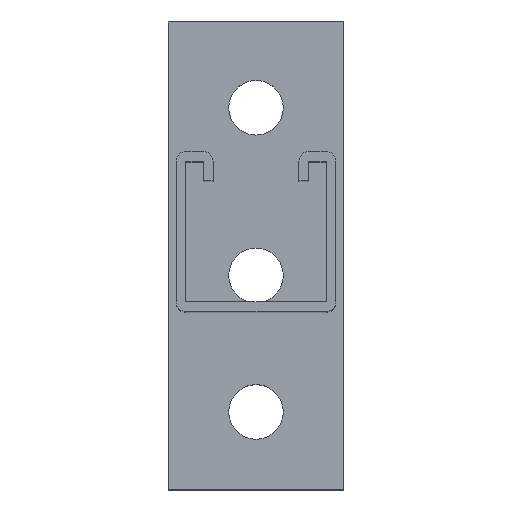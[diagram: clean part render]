
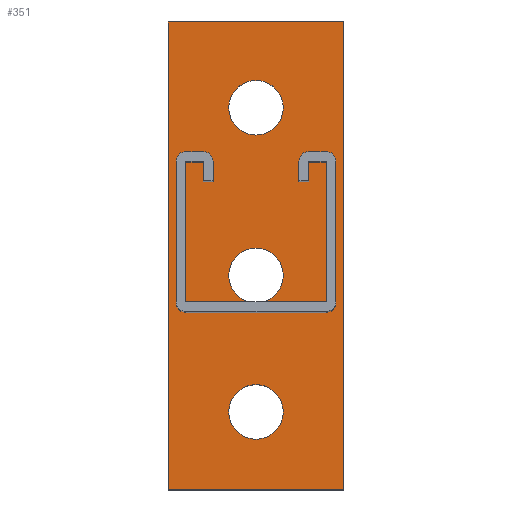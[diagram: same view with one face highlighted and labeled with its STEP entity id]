
A CAD part, top view. The second image highlights one B-rep face of the part: STEP entity #351.
In plain terms, the highlighted planar face has unit normal (0, 0, 1).
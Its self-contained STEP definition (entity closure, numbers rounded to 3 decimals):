
#1 = ORIENTED_EDGE ( 'NONE', *, *, #991, .F. ) ;
#30 = VERTEX_POINT ( 'NONE', #200 ) ;
#31 = AXIS2_PLACEMENT_3D ( 'NONE', #682, #180, #575 ) ;
#32 = CIRCLE ( 'NONE', #1043, 7. ) ;
#52 = CARTESIAN_POINT ( 'NONE',  ( 22.5, -100., 8. ) ) ;
#71 = FACE_OUTER_BOUND ( 'NONE', #594, .T. ) ;
#82 = CARTESIAN_POINT ( 'NONE',  ( 45., -120., 8. ) ) ;
#85 = VERTEX_POINT ( 'NONE', #423 ) ;
#98 = EDGE_CURVE ( 'NONE', #536, #85, #369, .T. ) ;
#139 = EDGE_CURVE ( 'NONE', #538, #413, #675, .T. ) ;
#145 = AXIS2_PLACEMENT_3D ( 'NONE', #52, #441, #241 ) ;
#151 = CARTESIAN_POINT ( 'NONE',  ( 22.5, -65., 8. ) ) ;
#180 = DIRECTION ( 'NONE',  ( 0., 0., 1. ) ) ;
#195 = CARTESIAN_POINT ( 'NONE',  ( 45., 0., 8. ) ) ;
#200 = CARTESIAN_POINT ( 'NONE',  ( 15.5, -100., 8. ) ) ;
#222 = DIRECTION ( 'NONE',  ( 1., 0., 0. ) ) ;
#230 = CARTESIAN_POINT ( 'NONE',  ( 22.5, -100., 8. ) ) ;
#236 = PLANE ( 'NONE',  #1215 ) ;
#241 = DIRECTION ( 'NONE',  ( 1., 0., 0. ) ) ;
#242 = CIRCLE ( 'NONE', #956, 7. ) ;
#245 = DIRECTION ( 'NONE',  ( 1., 0., 0. ) ) ;
#252 = ORIENTED_EDGE ( 'NONE', *, *, #782, .F. ) ;
#254 = DIRECTION ( 'NONE',  ( -1., 0., 0. ) ) ;
#260 = FACE_BOUND ( 'NONE', #693, .T. ) ;
#305 = VECTOR ( 'NONE', #831, 1000. ) ;
#307 = EDGE_CURVE ( 'NONE', #760, #30, #32, .T. ) ;
#320 = VERTEX_POINT ( 'NONE', #889 ) ;
#328 = EDGE_LOOP ( 'NONE', ( #252, #334 ) ) ;
#334 = ORIENTED_EDGE ( 'NONE', *, *, #98, .F. ) ;
#348 = AXIS2_PLACEMENT_3D ( 'NONE', #1115, #1122, #535 ) ;
#351 = ADVANCED_FACE ( 'NONE', ( #260, #549, #819, #71 ), #236, .T. ) ;
#356 = LINE ( 'NONE', #718, #998 ) ;
#368 = EDGE_CURVE ( 'NONE', #883, #320, #574, .T. ) ;
#369 = CIRCLE ( 'NONE', #31, 7. ) ;
#394 = ORIENTED_EDGE ( 'NONE', *, *, #1199, .T. ) ;
#404 = EDGE_CURVE ( 'NONE', #413, #1045, #356, .T. ) ;
#413 = VERTEX_POINT ( 'NONE', #430 ) ;
#423 = CARTESIAN_POINT ( 'NONE',  ( 29.5, -65., 8. ) ) ;
#430 = CARTESIAN_POINT ( 'NONE',  ( 45., 0., 8. ) ) ;
#435 = LINE ( 'NONE', #546, #305 ) ;
#441 = DIRECTION ( 'NONE',  ( 0., 0., 1. ) ) ;
#446 = CARTESIAN_POINT ( 'NONE',  ( 22.5, -22., 8. ) ) ;
#456 = EDGE_LOOP ( 'NONE', ( #728, #1099 ) ) ;
#473 = CARTESIAN_POINT ( 'NONE',  ( 15.5, -65., 8. ) ) ;
#480 = CARTESIAN_POINT ( 'NONE',  ( 0., -120., 8. ) ) ;
#487 = VECTOR ( 'NONE', #1055, 1000. ) ;
#531 = CARTESIAN_POINT ( 'NONE',  ( 0., -120., 8. ) ) ;
#535 = DIRECTION ( 'NONE',  ( 1., 0., 0. ) ) ;
#536 = VERTEX_POINT ( 'NONE', #473 ) ;
#538 = VERTEX_POINT ( 'NONE', #82 ) ;
#546 = CARTESIAN_POINT ( 'NONE',  ( 0., 0., 8. ) ) ;
#549 = FACE_BOUND ( 'NONE', #456, .T. ) ;
#574 = CIRCLE ( 'NONE', #348, 7. ) ;
#575 = DIRECTION ( 'NONE',  ( 1., 0., 0. ) ) ;
#580 = DIRECTION ( 'NONE',  ( 0., 1., 0. ) ) ;
#594 = EDGE_LOOP ( 'NONE', ( #828, #394, #753, #630 ) ) ;
#601 = CIRCLE ( 'NONE', #145, 7. ) ;
#625 = CARTESIAN_POINT ( 'NONE',  ( 0., 0., 8. ) ) ;
#630 = ORIENTED_EDGE ( 'NONE', *, *, #404, .T. ) ;
#675 = LINE ( 'NONE', #195, #695 ) ;
#682 = CARTESIAN_POINT ( 'NONE',  ( 22.5, -65., 8. ) ) ;
#693 = EDGE_LOOP ( 'NONE', ( #1, #961 ) ) ;
#695 = VECTOR ( 'NONE', #580, 1000. ) ;
#718 = CARTESIAN_POINT ( 'NONE',  ( 0., 0., 8. ) ) ;
#728 = ORIENTED_EDGE ( 'NONE', *, *, #307, .F. ) ;
#753 = ORIENTED_EDGE ( 'NONE', *, *, #139, .T. ) ;
#759 = LINE ( 'NONE', #480, #487 ) ;
#760 = VERTEX_POINT ( 'NONE', #818 ) ;
#782 = EDGE_CURVE ( 'NONE', #85, #536, #826, .T. ) ;
#811 = DIRECTION ( 'NONE',  ( 1., 0., 0. ) ) ;
#817 = EDGE_CURVE ( 'NONE', #30, #760, #601, .T. ) ;
#818 = CARTESIAN_POINT ( 'NONE',  ( 29.5, -100., 8. ) ) ;
#819 = FACE_BOUND ( 'NONE', #328, .T. ) ;
#826 = CIRCLE ( 'NONE', #1175, 7. ) ;
#828 = ORIENTED_EDGE ( 'NONE', *, *, #841, .T. ) ;
#831 = DIRECTION ( 'NONE',  ( 0., -1., 0. ) ) ;
#837 = DIRECTION ( 'NONE',  ( 0., 0., 1. ) ) ;
#841 = EDGE_CURVE ( 'NONE', #1045, #997, #435, .T. ) ;
#883 = VERTEX_POINT ( 'NONE', #1236 ) ;
#889 = CARTESIAN_POINT ( 'NONE',  ( 29.5, -22., 8. ) ) ;
#938 = DIRECTION ( 'NONE',  ( 0., 0., 1. ) ) ;
#940 = DIRECTION ( 'NONE',  ( 0., 0., 1. ) ) ;
#947 = DIRECTION ( 'NONE',  ( 1., 0., 0. ) ) ;
#956 = AXIS2_PLACEMENT_3D ( 'NONE', #446, #837, #245 ) ;
#961 = ORIENTED_EDGE ( 'NONE', *, *, #368, .F. ) ;
#991 = EDGE_CURVE ( 'NONE', #320, #883, #242, .T. ) ;
#997 = VERTEX_POINT ( 'NONE', #531 ) ;
#998 = VECTOR ( 'NONE', #254, 1000. ) ;
#1043 = AXIS2_PLACEMENT_3D ( 'NONE', #230, #1186, #222 ) ;
#1045 = VERTEX_POINT ( 'NONE', #1131 ) ;
#1055 = DIRECTION ( 'NONE',  ( 1., 0., 0. ) ) ;
#1099 = ORIENTED_EDGE ( 'NONE', *, *, #817, .F. ) ;
#1115 = CARTESIAN_POINT ( 'NONE',  ( 22.5, -22., 8. ) ) ;
#1122 = DIRECTION ( 'NONE',  ( 0., 0., 1. ) ) ;
#1131 = CARTESIAN_POINT ( 'NONE',  ( 0., 0., 8. ) ) ;
#1175 = AXIS2_PLACEMENT_3D ( 'NONE', #151, #938, #811 ) ;
#1186 = DIRECTION ( 'NONE',  ( 0., 0., 1. ) ) ;
#1199 = EDGE_CURVE ( 'NONE', #997, #538, #759, .T. ) ;
#1215 = AXIS2_PLACEMENT_3D ( 'NONE', #625, #940, #947 ) ;
#1236 = CARTESIAN_POINT ( 'NONE',  ( 15.5, -22., 8. ) ) ;
